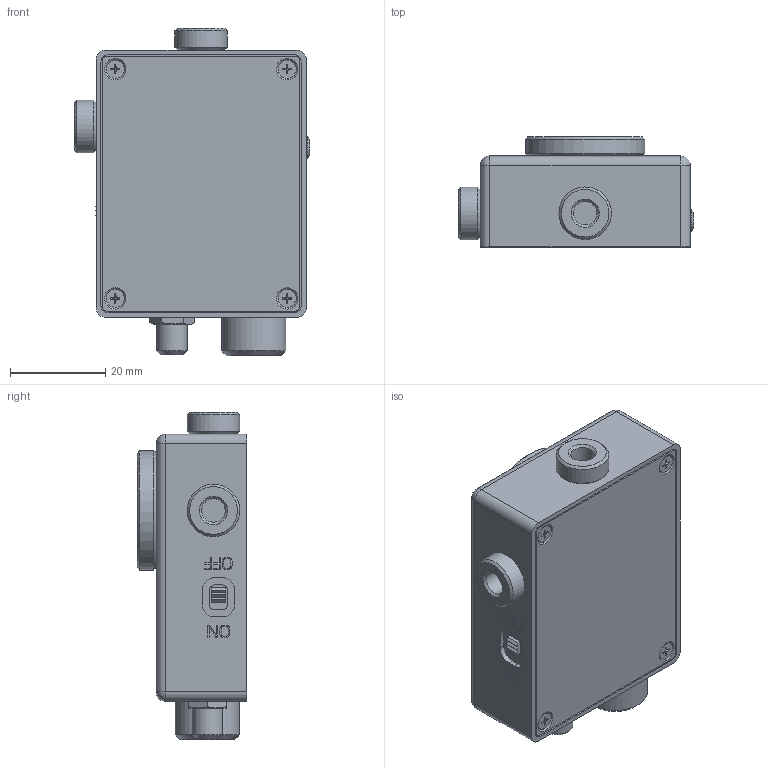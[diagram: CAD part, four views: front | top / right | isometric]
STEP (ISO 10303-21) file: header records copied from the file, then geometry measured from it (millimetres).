
FILE_DESCRIPTION(/* description */ (''),/* implementation_level */ '2;1');
FILE_NAME(/* name */ 'OD2.0001-01 МС Фотоприемник_Shrinkwrap OD-10A.stp',/* time_stamp */ '2019-08-05T09:47:00+03:00',/* author */ ('svlad'),/* organization */ (''),/* preprocessor_version */ 'ST-DEVELOPER v17',/* originating_system */ 'Autodesk Inventor 2019',/* authorisation */ '');
FILE_SCHEMA (('AUTOMOTIVE_DESIGN { 1 0 10303 214 3 1 1 }'));
Products named in the file (1): OD2.0001-01 МС Фотоприемник_
Shrinkwrap OD-10A
Bounding box: 49.24 x 23 x 68.54 mm (x, y, z)
Volume: 48917.4 mm3; surface area: 11774.8 mm2
Topology: 1 solids, 5 shells, 1280 faces, 3508 edges, 2341 vertices
Faces by surface type: plane 742, bspline 362, cylinder 99, cone 57, torus 16, sphere 4
Full cylindrical faces by diameter (mm): 1.567 x3, 3.8 x4, 4.5 x1, 4.917 x2, 5 x1, 6.4 x2, 7 x1, 10.2 x1, 10.4 x1, 11 x2, 12 x1, 12.5 x1, 12.918 x1, 13.5 x1, 16 x1, 19.6 x1, 20 x1, 20.2 x1, 25 x1
Entity records: 48445 total; most frequent: CARTESIAN_POINT 16954, ORIENTED_EDGE 7010, DIRECTION 4793, EDGE_CURVE 3505, VERTEX_POINT 2341, LINE 2257, VECTOR 2257, EDGE_LOOP 1446
